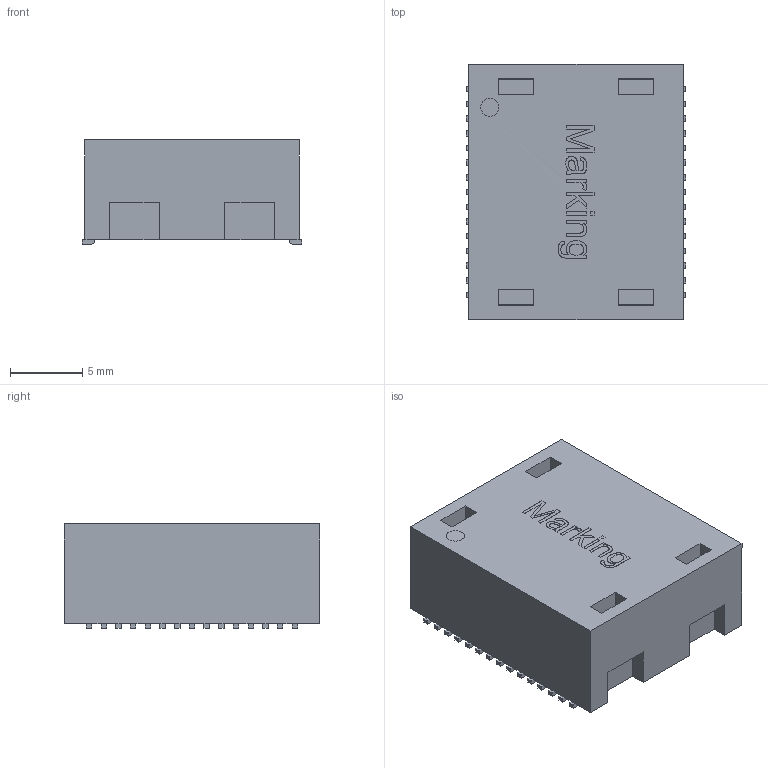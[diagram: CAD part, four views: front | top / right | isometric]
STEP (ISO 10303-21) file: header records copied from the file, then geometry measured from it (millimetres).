
FILE_DESCRIPTION(/* description */ ('Unknown'),/* implementation_level */ '2;1');
FILE_NAME(/* name */ 'T_Wurth_WE-LAN10G_749052014',/* time_stamp */ '2025-08-26T16:11:42+08:00',/* author */ ('Unknown'),/* organization */ ('Unknown'),/* preprocessor_version */ 'ST-DEVELOPER v19.4',/* originating_system */ 'Solid Edge',/* authorisation */ 'Unknown');
FILE_SCHEMA (('AUTOMOTIVE_DESIGN {1 0 10303 214 3 1 1}'));
Length unit declared in the file: millimetre
Products named in the file (2): T_Wurth_WE-LAN10G_749052014
Assembly tree (1 placements, depth 2):
  T_Wurth_WE-LAN10G_749052014
    T_Wurth_WE-LAN10G_749052014
Bounding box: 15.24 x 17.73 x 7.24 mm (x, y, z)
Volume: 1764.1 mm3; surface area: 1148.2 mm2
Topology: 1 solids, 1 shells, 302 faces, 812 edges, 519 vertices
Faces by surface type: plane 257, cylinder 32, bspline 13
Full cylindrical faces by diameter (mm): 1.25 x1
Entity records: 11889 total; most frequent: CARTESIAN_POINT 2425, ORIENTED_EDGE 1620, DIRECTION 1328, EDGE_CURVE 810, LINE 622, VECTOR 622, VERTEX_POINT 519, AXIS2_PLACEMENT_3D 353
